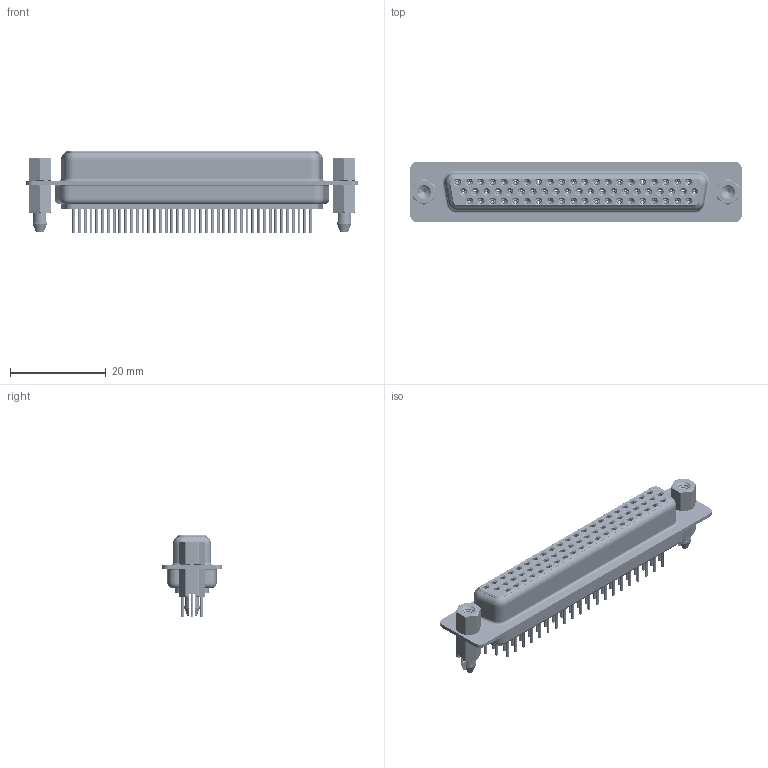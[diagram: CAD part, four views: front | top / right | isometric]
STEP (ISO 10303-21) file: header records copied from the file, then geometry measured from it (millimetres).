
FILE_DESCRIPTION (( 'STEP AP203' ), '1' );
FILE_NAME ('MHHDD-62FNS-H1.STEP', '2025-11-20T15:06:18', ( '' ), ( '' ), 'SwSTEP 2.0', 'SolidWorks 2023', '' );
FILE_SCHEMA (( 'CONFIG_CONTROL_DESIGN' ));
Length unit declared in the file: millimetre
Products named in the file (9): MHHDD Shell Front_62 Contacts; MHHDD Shell Rear_62 Contacts; MHHDD Threaded Boardlock_LP; MHHDD Hex Standoff; MHHDD-62FNS-H1; MHHDD Contact Row 2_30L; MHHDD Contact Row 1_30L; MHHDD Contact Row 3_30L; MHHDD Housing_62 Contacts
Assembly tree (69 placements, depth 2):
  MHHDD-62FNS-H1
    MHHDD Housing_62 Contacts
    MHHDD Shell Front_62 Contacts
    MHHDD Shell Rear_62 Contacts
    MHHDD Contact Row 1_30L  x21
    MHHDD Contact Row 2_30L  x21
    MHHDD Contact Row 3_30L  x20
    MHHDD Hex Standoff  x2
    MHHDD Threaded Boardlock_LP  x2
Bounding box: 69.32 x 12.55 x 17.1 mm (x, y, z)
Volume: 4757.5 mm3; surface area: 17854.3 mm2
Topology: 69 solids, 69 shells, 8360 faces, 21363 edges, 13274 vertices
Faces by surface type: cylinder 2287, plane 2047, torus 1669, bspline 1258, cone 1099
Entity records: 53308 total; most frequent: CARTESIAN_POINT 15576, DIRECTION 7778, ORIENTED_EDGE 7030, EDGE_CURVE 3515, AXIS2_PLACEMENT_3D 3269, VERTEX_POINT 2231, EDGE_LOOP 1830, CIRCLE 1770
